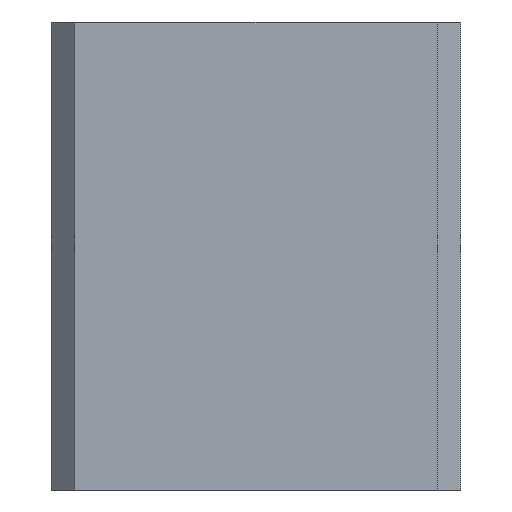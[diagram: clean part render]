
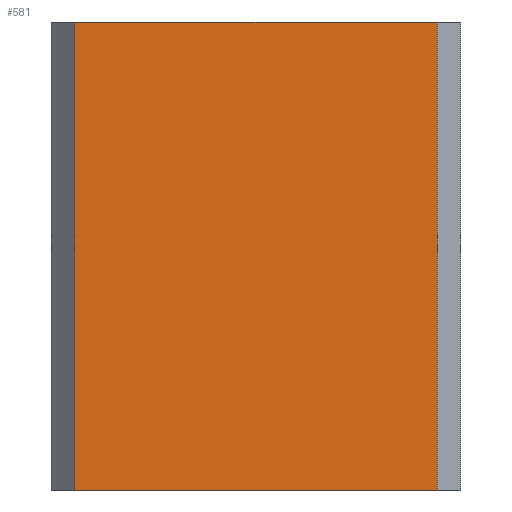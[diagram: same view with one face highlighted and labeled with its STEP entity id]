
A CAD part, front view. The second image highlights one B-rep face of the part: STEP entity #581.
In plain terms, the highlighted planar face has unit normal (0, -1, 0).
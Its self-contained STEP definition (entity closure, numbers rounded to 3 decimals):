
#59=FACE_OUTER_BOUND('',#98,.T.);
#98=EDGE_LOOP('',(#399,#400,#401,#402));
#152=LINE('',#879,#210);
#153=LINE('',#882,#211);
#154=LINE('',#884,#212);
#155=LINE('',#885,#213);
#210=VECTOR('',#699,10.);
#211=VECTOR('',#702,10.);
#212=VECTOR('',#703,10.);
#213=VECTOR('',#704,10.);
#265=VERTEX_POINT('',#872);
#268=VERTEX_POINT('',#877);
#269=VERTEX_POINT('',#881);
#270=VERTEX_POINT('',#883);
#320=EDGE_CURVE('',#268,#265,#152,.T.);
#321=EDGE_CURVE('',#268,#269,#153,.T.);
#322=EDGE_CURVE('',#270,#269,#154,.T.);
#323=EDGE_CURVE('',#265,#270,#155,.T.);
#399=ORIENTED_EDGE('',*,*,#320,.F.);
#400=ORIENTED_EDGE('',*,*,#321,.T.);
#401=ORIENTED_EDGE('',*,*,#322,.F.);
#402=ORIENTED_EDGE('',*,*,#323,.F.);
#552=PLANE('',#634);
#581=ADVANCED_FACE('',(#59),#552,.T.);
#634=AXIS2_PLACEMENT_3D('',#880,#700,#701);
#699=DIRECTION('',(0.,0.,1.));
#700=DIRECTION('center_axis',(0.,-1.,0.));
#701=DIRECTION('ref_axis',(1.,0.,0.));
#702=DIRECTION('',(1.,0.,0.));
#703=DIRECTION('',(0.,0.,-1.));
#704=DIRECTION('',(1.,0.,0.));
#872=CARTESIAN_POINT('',(-8.25,-10.,40.));
#877=CARTESIAN_POINT('',(-8.25,-10.,0.));
#879=CARTESIAN_POINT('',(-8.25,-10.,0.));
#880=CARTESIAN_POINT('Origin',(-10.25,-10.,0.));
#881=CARTESIAN_POINT('',(22.75,-10.,0.));
#882=CARTESIAN_POINT('',(-10.25,-10.,0.));
#883=CARTESIAN_POINT('',(22.75,-10.,40.));
#884=CARTESIAN_POINT('',(22.75,-10.,0.));
#885=CARTESIAN_POINT('',(-10.25,-10.,40.));
